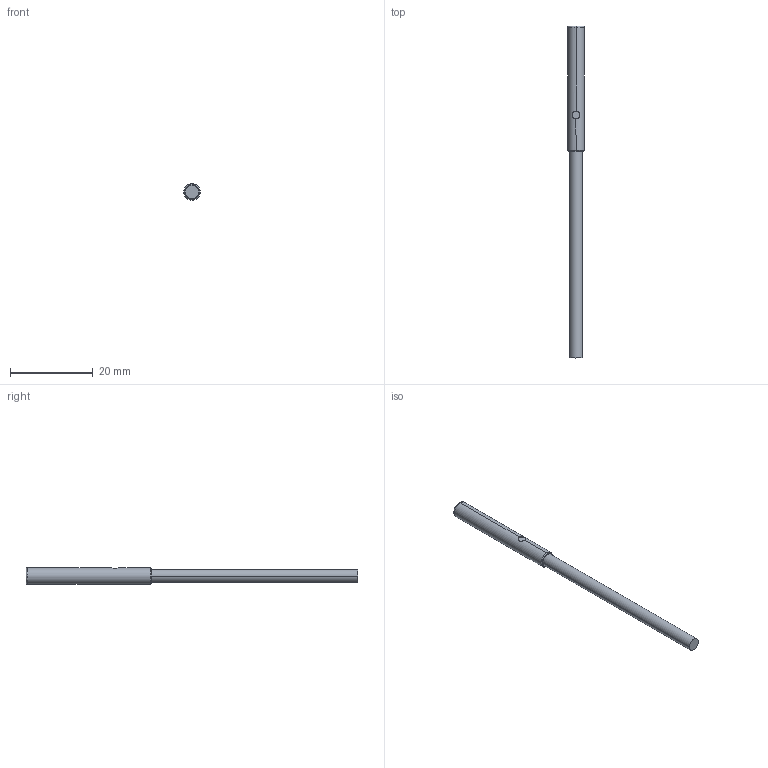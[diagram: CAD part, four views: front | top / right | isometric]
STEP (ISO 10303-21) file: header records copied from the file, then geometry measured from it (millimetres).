
FILE_DESCRIPTION (( 'STEP AP203' ), '1' );
FILE_NAME ('AC1-CN-3A.step', '2016-01-26T18:49:11', ( '' ), ( '' ), 'SwSTEP 2.0', 'SolidWorks 2015', '' );
FILE_SCHEMA (( 'CONFIG_CONTROL_DESIGN' ));
Length unit declared in the file: millimetre
Products named in the file (1): AC1-CN-3A
Bounding box: 4 x 80.2 x 4 mm (x, y, z)
Volume: 755.7 mm3; surface area: 905.4 mm2
Topology: 2 solids, 2 shells, 20 faces, 39 edges, 24 vertices
Faces by surface type: cylinder 8, plane 6, cone 4, torus 2
Entity records: 620 total; most frequent: CARTESIAN_POINT 120, DIRECTION 99, ORIENTED_EDGE 78, AXIS2_PLACEMENT_3D 43, EDGE_CURVE 39, VERTEX_POINT 24, CIRCLE 22, EDGE_LOOP 21
